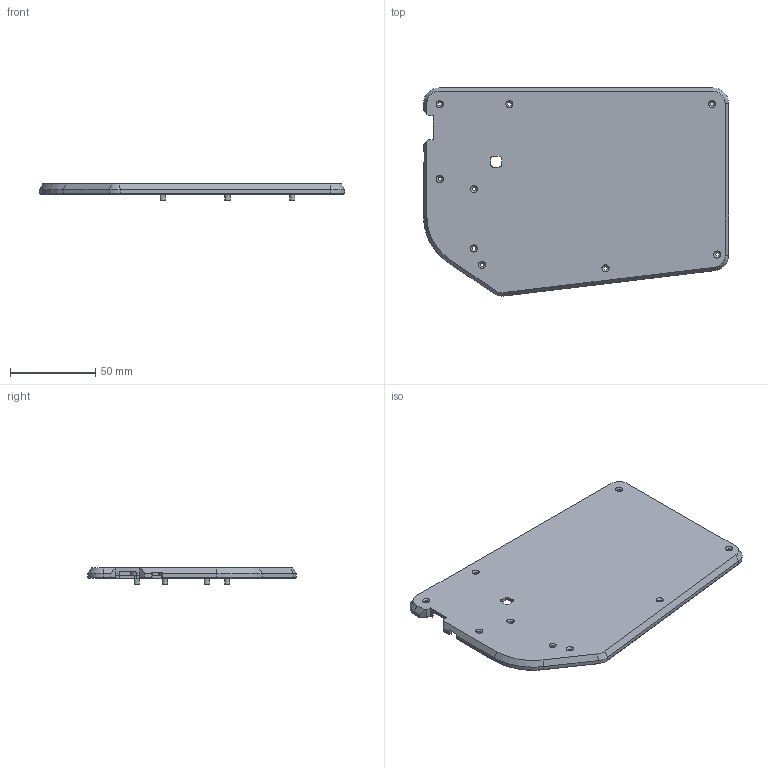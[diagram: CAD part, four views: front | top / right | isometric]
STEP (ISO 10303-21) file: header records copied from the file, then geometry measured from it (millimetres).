
FILE_DESCRIPTION(('HOOPS Exchange Step'),'2;1');
FILE_NAME('levels-bottom-left.step','2025-08-10T16:06:54-05:00',('vinnie'),('Unknown organisation'),'HOOPS Exchange 2024.2','HOOPS Exchange','Unknown authorisation');
FILE_SCHEMA( ('AP203_CONFIGURATION_CONTROLLED_3D_DESIGN_OF_MECHANICAL_PARTS_AND_ASSEMBLIES_MIM_LF') );
Length unit declared in the file: millimetre
Products named in the file (2): 0; root
Assembly tree (1 placements, depth 2):
  root
    0
Bounding box: 179.4 x 122.4 x 9.6 mm (x, y, z)
Volume: 53347.1 mm3; surface area: 45521 mm2
Topology: 1 solids, 1 shells, 188 faces, 506 edges, 331 vertices
Faces by surface type: plane 106, cylinder 63, cone 19
Full cylindrical faces by diameter (mm): 2.2 x9, 3 x4, 5.2 x2, 7.4 x4
Entity records: 5969 total; most frequent: CARTESIAN_POINT 1050, DIRECTION 1032, ORIENTED_EDGE 1012, EDGE_CURVE 506, AXIS2_PLACEMENT_3D 357, VERTEX_POINT 331, VECTOR 318, LINE 318
